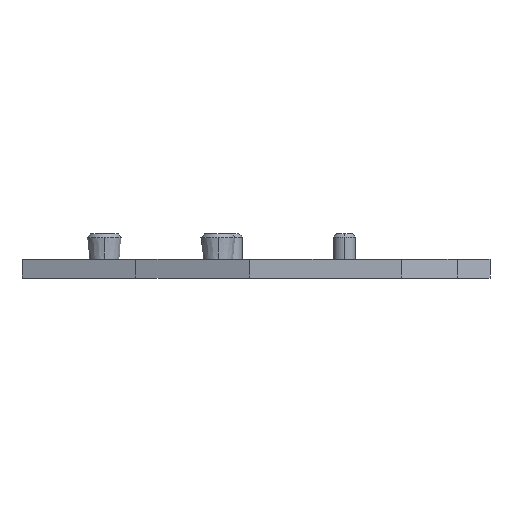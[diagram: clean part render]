
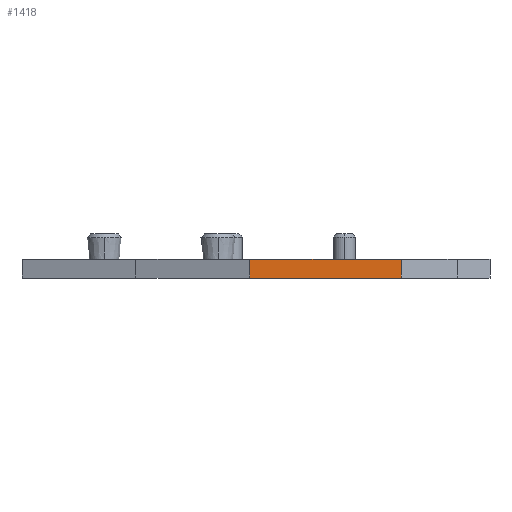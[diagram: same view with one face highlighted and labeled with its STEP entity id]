
A CAD part, left-side view. The second image highlights one B-rep face of the part: STEP entity #1418.
In plain terms, the highlighted planar face has unit normal (-1, 0, 0).
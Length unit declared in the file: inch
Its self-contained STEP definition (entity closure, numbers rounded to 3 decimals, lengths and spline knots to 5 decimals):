
#83 = CARTESIAN_POINT ( 'NONE',  ( -2.01898, 0.27559, 0. ) ) ;
#215 = ORIENTED_EDGE ( 'NONE', *, *, #1034, .F. ) ;
#255 = DIRECTION ( 'NONE',  ( 0., 0., 1. ) ) ;
#260 = LINE ( 'NONE', #975, #1106 ) ;
#279 = CARTESIAN_POINT ( 'NONE',  ( -2.01898, 0.27559, -0.05906 ) ) ;
#312 = CARTESIAN_POINT ( 'NONE',  ( -2.01898, 0.74803, -0.05906 ) ) ;
#373 = CARTESIAN_POINT ( 'NONE',  ( -2.01898, 0.74803, 0. ) ) ;
#377 = LINE ( 'NONE', #873, #1983 ) ;
#461 = DIRECTION ( 'NONE',  ( 0., 1., 0. ) ) ;
#467 = LINE ( 'NONE', #785, #2186 ) ;
#573 = ORIENTED_EDGE ( 'NONE', *, *, #2311, .F. ) ;
#624 = VECTOR ( 'NONE', #2019, 39.37008 ) ;
#689 = FACE_OUTER_BOUND ( 'NONE', #1399, .T. ) ;
#785 = CARTESIAN_POINT ( 'NONE',  ( -2.01898, 0.27559, -0.05906 ) ) ;
#798 = PLANE ( 'NONE',  #1559 ) ;
#873 = CARTESIAN_POINT ( 'NONE',  ( -2.01898, 0.74803, 0. ) ) ;
#975 = CARTESIAN_POINT ( 'NONE',  ( -2.01898, 0., -0.05906 ) ) ;
#982 = EDGE_CURVE ( 'NONE', #1488, #1897, #377, .T. ) ;
#1022 = CARTESIAN_POINT ( 'NONE',  ( -2.01898, 0.74803, -0.05906 ) ) ;
#1034 = EDGE_CURVE ( 'NONE', #1207, #1897, #1112, .T. ) ;
#1106 = VECTOR ( 'NONE', #1748, 39.37008 ) ;
#1112 = LINE ( 'NONE', #1428, #624 ) ;
#1207 = VERTEX_POINT ( 'NONE', #312 ) ;
#1399 = EDGE_LOOP ( 'NONE', ( #1544, #2032, #215, #573 ) ) ;
#1418 = ADVANCED_FACE ( 'NONE', ( #689 ), #798, .F. ) ;
#1428 = CARTESIAN_POINT ( 'NONE',  ( -2.01898, 0.74803, -0.05906 ) ) ;
#1460 = VERTEX_POINT ( 'NONE', #279 ) ;
#1488 = VERTEX_POINT ( 'NONE', #83 ) ;
#1544 = ORIENTED_EDGE ( 'NONE', *, *, #1817, .T. ) ;
#1559 = AXIS2_PLACEMENT_3D ( 'NONE', #1022, #2154, #255 ) ;
#1748 = DIRECTION ( 'NONE',  ( 0., 1., 0. ) ) ;
#1771 = DIRECTION ( 'NONE',  ( 0., 0., 1. ) ) ;
#1817 = EDGE_CURVE ( 'NONE', #1460, #1488, #467, .T. ) ;
#1897 = VERTEX_POINT ( 'NONE', #373 ) ;
#1983 = VECTOR ( 'NONE', #461, 39.37008 ) ;
#2019 = DIRECTION ( 'NONE',  ( 0., 0., 1. ) ) ;
#2032 = ORIENTED_EDGE ( 'NONE', *, *, #982, .T. ) ;
#2154 = DIRECTION ( 'NONE',  ( 1., 0., 0. ) ) ;
#2186 = VECTOR ( 'NONE', #1771, 39.37008 ) ;
#2311 = EDGE_CURVE ( 'NONE', #1460, #1207, #260, .T. ) ;
